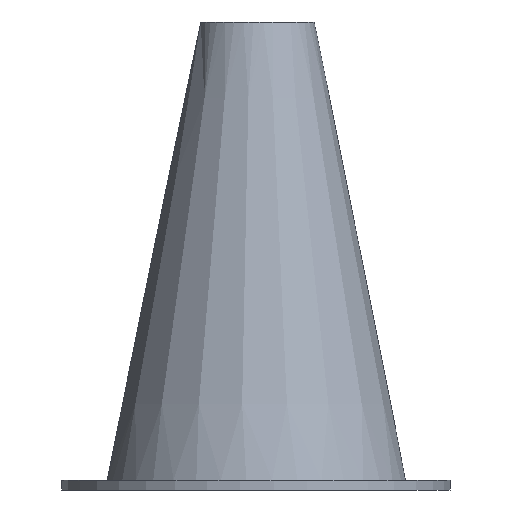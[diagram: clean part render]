
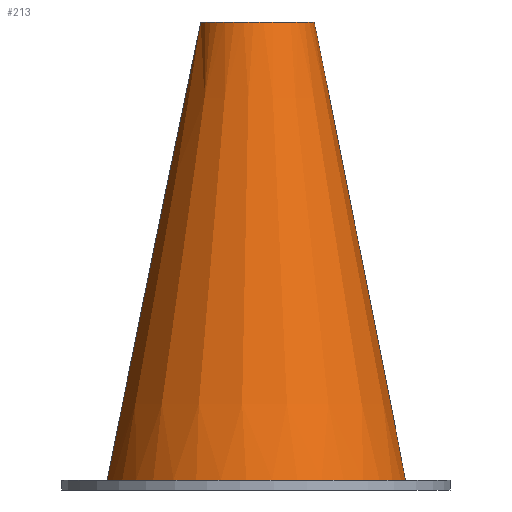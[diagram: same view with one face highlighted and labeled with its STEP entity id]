
A CAD part, front view. The second image highlights one B-rep face of the part: STEP entity #213.
In plain terms, the highlighted conical face has half-angle 11.31 degrees and reference radius 24.765 mm.
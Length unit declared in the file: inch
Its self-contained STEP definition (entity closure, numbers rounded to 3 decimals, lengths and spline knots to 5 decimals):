
#58=FACE_OUTER_BOUND('',#70,.T.);
#70=EDGE_LOOP('',(#192,#193,#194,#195));
#78=CIRCLE('',#242,0.375);
#81=CIRCLE('',#248,0.9625);
#87=(
BOUNDED_CURVE()
B_SPLINE_CURVE(2,(#358,#359,#360),.UNSPECIFIED.,.F.,.F.)
B_SPLINE_CURVE_WITH_KNOTS((3,3),(0.,7.61572),.UNSPECIFIED.)
CURVE()
GEOMETRIC_REPRESENTATION_ITEM()
RATIONAL_B_SPLINE_CURVE((1.,1.119,1.))
REPRESENTATION_ITEM('')
);
#89=(
BOUNDED_CURVE()
B_SPLINE_CURVE(2,(#373,#374,#375),.UNSPECIFIED.,.F.,.F.)
B_SPLINE_CURVE_WITH_KNOTS((3,3),(0.,7.61572),.UNSPECIFIED.)
CURVE()
GEOMETRIC_REPRESENTATION_ITEM()
RATIONAL_B_SPLINE_CURVE((1.,1.119,1.))
REPRESENTATION_ITEM('')
);
#100=VERTEX_POINT('',#346);
#104=VERTEX_POINT('',#356);
#106=VERTEX_POINT('',#368);
#107=VERTEX_POINT('',#372);
#128=EDGE_CURVE('',#100,#104,#87,.T.);
#131=EDGE_CURVE('',#106,#100,#78,.T.);
#133=EDGE_CURVE('',#107,#106,#89,.T.);
#139=EDGE_CURVE('',#107,#104,#81,.T.);
#192=ORIENTED_EDGE('',*,*,#133,.T.);
#193=ORIENTED_EDGE('',*,*,#131,.T.);
#194=ORIENTED_EDGE('',*,*,#128,.T.);
#195=ORIENTED_EDGE('',*,*,#139,.F.);
#202=CONICAL_SURFACE('',#249,0.975,0.197);
#213=ADVANCED_FACE('',(#58),#202,.T.);
#242=AXIS2_PLACEMENT_3D('',#369,#287,#288);
#248=AXIS2_PLACEMENT_3D('',#385,#303,#304);
#249=AXIS2_PLACEMENT_3D('',#386,#305,#306);
#287=DIRECTION('center_axis',(0.,0.,-1.));
#288=DIRECTION('ref_axis',(1.,0.,0.));
#303=DIRECTION('center_axis',(0.,0.,-1.));
#304=DIRECTION('ref_axis',(1.,0.,0.));
#305=DIRECTION('center_axis',(0.,0.,-1.));
#306=DIRECTION('ref_axis',(1.,0.,0.));
#346=CARTESIAN_POINT('',(-0.35355,-0.125,3.));
#356=CARTESIAN_POINT('',(-0.95435,-0.125,0.0625));
#358=CARTESIAN_POINT('Ctrl Pts',(-0.35355,-0.125,3.));
#359=CARTESIAN_POINT('Ctrl Pts',(-0.522,-0.125,2.20593));
#360=CARTESIAN_POINT('Ctrl Pts',(-0.95435,-0.125,0.0625));
#368=CARTESIAN_POINT('',(-0.35355,0.125,3.));
#369=CARTESIAN_POINT('Origin',(0.,0.,3.));
#372=CARTESIAN_POINT('',(-0.95435,0.125,0.0625));
#373=CARTESIAN_POINT('Ctrl Pts',(-0.95435,0.125,0.0625));
#374=CARTESIAN_POINT('Ctrl Pts',(-0.522,0.125,2.20593));
#375=CARTESIAN_POINT('Ctrl Pts',(-0.35355,0.125,3.));
#385=CARTESIAN_POINT('Origin',(0.,0.,0.0625));
#386=CARTESIAN_POINT('Origin',(0.,0.,0.));
